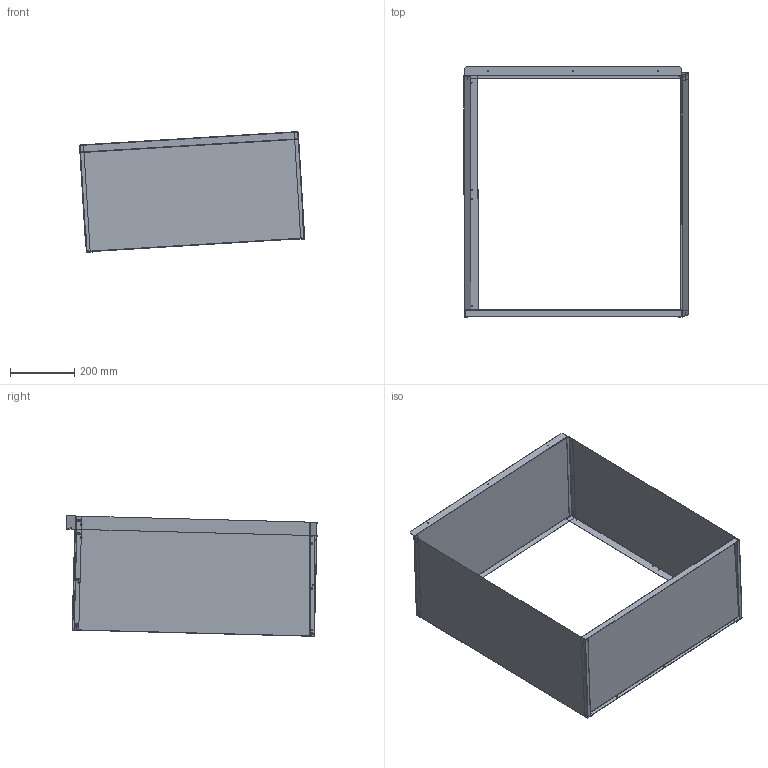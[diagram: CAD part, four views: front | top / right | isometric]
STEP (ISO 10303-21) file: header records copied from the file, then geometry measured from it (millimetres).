
FILE_DESCRIPTION (( 'STEP AP203' ), '1' );
FILE_NAME ('1000-WSD-12.STEP', '2017-09-05T14:29:11', ( 'admin' ), ( 'Microsoft' ), 'SwSTEP 2.0', 'SolidWorks 2016', '' );
FILE_SCHEMA (( 'CONFIG_CONTROL_DESIGN' ));
Length unit declared in the file: inch
Products named in the file (1): 1000-WSD-12
Bounding box: 701.1 x 779.07 x 375.97 mm (x, y, z)
Volume: 973446.7 mm3; surface area: 2038926.3 mm2
Topology: 4 solids, 4 shells, 258 faces, 654 edges, 404 vertices
Faces by surface type: cylinder 130, plane 128
Entity records: 8003 total; most frequent: DIRECTION 1432, CARTESIAN_POINT 1317, ORIENTED_EDGE 1308, EDGE_CURVE 654, AXIS2_PLACEMENT_3D 519, VERTEX_POINT 404, VECTOR 394, LINE 394
